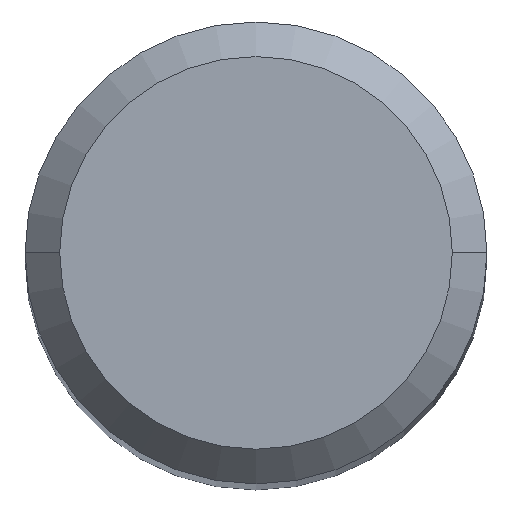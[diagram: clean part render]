
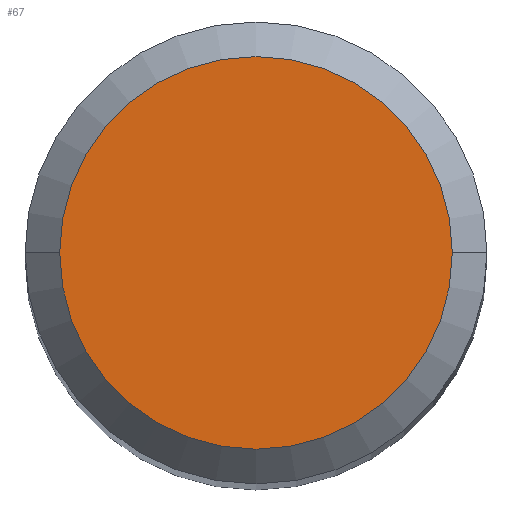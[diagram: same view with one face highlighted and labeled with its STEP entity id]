
A CAD part, top view. The second image highlights one B-rep face of the part: STEP entity #67.
In plain terms, the highlighted planar face has unit normal (0, 0, 1).
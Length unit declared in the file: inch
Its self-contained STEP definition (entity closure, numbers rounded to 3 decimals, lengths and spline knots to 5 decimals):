
#1 = DIRECTION ( 'NONE',  ( 0., 0., -1. ) ) ;
#28 = CARTESIAN_POINT ( 'NONE',  ( 0.10625, 0., 0. ) ) ;
#58 = CARTESIAN_POINT ( 'NONE',  ( -0.10625, 0., 0. ) ) ;
#67 = ADVANCED_FACE ( 'NONE', ( #451 ), #237, .F. ) ;
#103 = VERTEX_POINT ( 'NONE', #58 ) ;
#114 = VERTEX_POINT ( 'NONE', #28 ) ;
#143 = EDGE_LOOP ( 'NONE', ( #396, #406 ) ) ;
#154 = EDGE_CURVE ( 'NONE', #103, #114, #305, .T. ) ;
#183 = DIRECTION ( 'NONE',  ( 1., 0., 0. ) ) ;
#194 = AXIS2_PLACEMENT_3D ( 'NONE', #382, #1, #272 ) ;
#195 = AXIS2_PLACEMENT_3D ( 'NONE', #389, #245, #183 ) ;
#221 = CARTESIAN_POINT ( 'NONE',  ( 0., 0., 0. ) ) ;
#237 = PLANE ( 'NONE',  #194 ) ;
#245 = DIRECTION ( 'NONE',  ( 0., 0., 1. ) ) ;
#272 = DIRECTION ( 'NONE',  ( -1., 0., 0. ) ) ;
#298 = EDGE_CURVE ( 'NONE', #114, #103, #342, .T. ) ;
#305 = CIRCLE ( 'NONE', #450, 0.10625 ) ;
#329 = DIRECTION ( 'NONE',  ( 1., 0., 0. ) ) ;
#342 = CIRCLE ( 'NONE', #195, 0.10625 ) ;
#382 = CARTESIAN_POINT ( 'NONE',  ( 0., 0., 0. ) ) ;
#389 = CARTESIAN_POINT ( 'NONE',  ( 0., 0., 0. ) ) ;
#396 = ORIENTED_EDGE ( 'NONE', *, *, #154, .T. ) ;
#406 = ORIENTED_EDGE ( 'NONE', *, *, #298, .T. ) ;
#424 = DIRECTION ( 'NONE',  ( 0., 0., 1. ) ) ;
#450 = AXIS2_PLACEMENT_3D ( 'NONE', #221, #424, #329 ) ;
#451 = FACE_OUTER_BOUND ( 'NONE', #143, .T. ) ;
